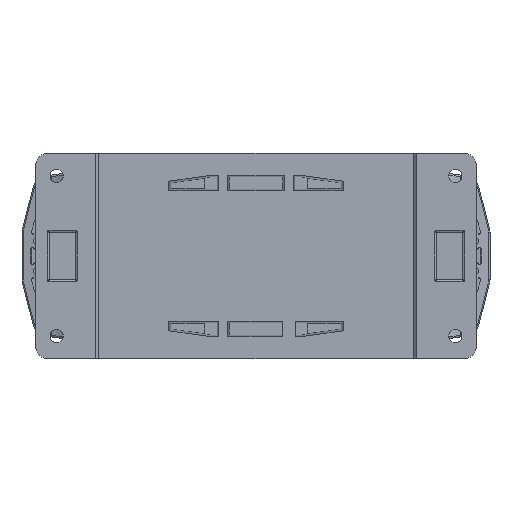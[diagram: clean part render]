
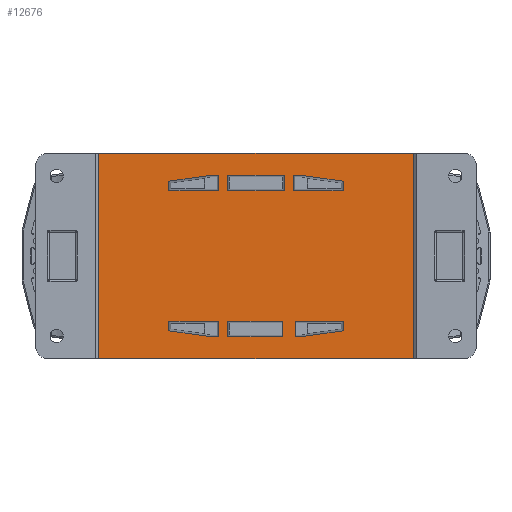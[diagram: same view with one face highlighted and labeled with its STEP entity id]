
A CAD part, front view. The second image highlights one B-rep face of the part: STEP entity #12676.
In plain terms, the highlighted planar face has unit normal (0, -1, 0).
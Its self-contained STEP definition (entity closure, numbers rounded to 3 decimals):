
#10240=FACE_BOUND('',#17542,.T.);
#10241=FACE_BOUND('',#17543,.T.);
#10242=FACE_BOUND('',#17544,.T.);
#10243=FACE_BOUND('',#17545,.T.);
#10244=FACE_BOUND('',#17546,.T.);
#10245=FACE_BOUND('',#17547,.T.);
#10246=FACE_BOUND('',#17548,.T.);
#12676=ADVANCED_FACE('',(#10240,#10241,#10242,#10243,#10244,#10245,#10246),
#13941,.T.);
#13941=PLANE('',#46876);
#17542=EDGE_LOOP('',(#27422,#27423,#27424,#27425));
#17543=EDGE_LOOP('',(#27426,#27427,#27428,#27429,#27430));
#17544=EDGE_LOOP('',(#27431,#27432,#27433,#27434,#27435));
#17545=EDGE_LOOP('',(#27436,#27437,#27438,#27439,#27440));
#17546=EDGE_LOOP('',(#27441,#27442,#27443,#27444));
#17547=EDGE_LOOP('',(#27445,#27446,#27447,#27448));
#17548=EDGE_LOOP('',(#27449,#27450,#27451,#27452,#27453));
#27422=ORIENTED_EDGE('',*,*,#37598,.T.);
#27423=ORIENTED_EDGE('',*,*,#37599,.F.);
#27424=ORIENTED_EDGE('',*,*,#37600,.T.);
#27425=ORIENTED_EDGE('',*,*,#37597,.F.);
#27426=ORIENTED_EDGE('',*,*,#37601,.T.);
#27427=ORIENTED_EDGE('',*,*,#37602,.T.);
#27428=ORIENTED_EDGE('',*,*,#37603,.T.);
#27429=ORIENTED_EDGE('',*,*,#37604,.T.);
#27430=ORIENTED_EDGE('',*,*,#37605,.T.);
#27431=ORIENTED_EDGE('',*,*,#37606,.F.);
#27432=ORIENTED_EDGE('',*,*,#37607,.F.);
#27433=ORIENTED_EDGE('',*,*,#37608,.F.);
#27434=ORIENTED_EDGE('',*,*,#37609,.F.);
#27435=ORIENTED_EDGE('',*,*,#37610,.F.);
#27436=ORIENTED_EDGE('',*,*,#37611,.F.);
#27437=ORIENTED_EDGE('',*,*,#37612,.F.);
#27438=ORIENTED_EDGE('',*,*,#37613,.F.);
#27439=ORIENTED_EDGE('',*,*,#37614,.F.);
#27440=ORIENTED_EDGE('',*,*,#37615,.F.);
#27441=ORIENTED_EDGE('',*,*,#37616,.T.);
#27442=ORIENTED_EDGE('',*,*,#37617,.F.);
#27443=ORIENTED_EDGE('',*,*,#37618,.T.);
#27444=ORIENTED_EDGE('',*,*,#37619,.T.);
#27445=ORIENTED_EDGE('',*,*,#37620,.T.);
#27446=ORIENTED_EDGE('',*,*,#37621,.F.);
#27447=ORIENTED_EDGE('',*,*,#37622,.T.);
#27448=ORIENTED_EDGE('',*,*,#37623,.T.);
#27449=ORIENTED_EDGE('',*,*,#37624,.T.);
#27450=ORIENTED_EDGE('',*,*,#37625,.T.);
#27451=ORIENTED_EDGE('',*,*,#37626,.T.);
#27452=ORIENTED_EDGE('',*,*,#37627,.T.);
#27453=ORIENTED_EDGE('',*,*,#37628,.T.);
#32790=VERTEX_POINT('',#71757);
#32791=VERTEX_POINT('',#71759);
#32792=VERTEX_POINT('',#71763);
#32793=VERTEX_POINT('',#71765);
#32794=VERTEX_POINT('',#71768);
#32795=VERTEX_POINT('',#71769);
#32796=VERTEX_POINT('',#71771);
#32797=VERTEX_POINT('',#71773);
#32798=VERTEX_POINT('',#71775);
#32799=VERTEX_POINT('',#71778);
#32800=VERTEX_POINT('',#71779);
#32801=VERTEX_POINT('',#71781);
#32802=VERTEX_POINT('',#71783);
#32803=VERTEX_POINT('',#71785);
#32804=VERTEX_POINT('',#71788);
#32805=VERTEX_POINT('',#71789);
#32806=VERTEX_POINT('',#71791);
#32807=VERTEX_POINT('',#71793);
#32808=VERTEX_POINT('',#71795);
#32809=VERTEX_POINT('',#71798);
#32810=VERTEX_POINT('',#71799);
#32811=VERTEX_POINT('',#71801);
#32812=VERTEX_POINT('',#71803);
#32813=VERTEX_POINT('',#71806);
#32814=VERTEX_POINT('',#71807);
#32815=VERTEX_POINT('',#71809);
#32816=VERTEX_POINT('',#71811);
#32817=VERTEX_POINT('',#71814);
#32818=VERTEX_POINT('',#71815);
#32819=VERTEX_POINT('',#71817);
#32820=VERTEX_POINT('',#71819);
#32821=VERTEX_POINT('',#71821);
#37597=EDGE_CURVE('',#32791,#32790,#41106,.T.);
#37598=EDGE_CURVE('',#32791,#32792,#41107,.T.);
#37599=EDGE_CURVE('',#32793,#32792,#41108,.T.);
#37600=EDGE_CURVE('',#32793,#32790,#41109,.T.);
#37601=EDGE_CURVE('',#32794,#32795,#41110,.T.);
#37602=EDGE_CURVE('',#32795,#32796,#41111,.T.);
#37603=EDGE_CURVE('',#32796,#32797,#41112,.T.);
#37604=EDGE_CURVE('',#32797,#32798,#41113,.T.);
#37605=EDGE_CURVE('',#32798,#32794,#41114,.T.);
#37606=EDGE_CURVE('',#32799,#32800,#41115,.T.);
#37607=EDGE_CURVE('',#32801,#32799,#41116,.T.);
#37608=EDGE_CURVE('',#32802,#32801,#41117,.T.);
#37609=EDGE_CURVE('',#32803,#32802,#41118,.T.);
#37610=EDGE_CURVE('',#32800,#32803,#41119,.T.);
#37611=EDGE_CURVE('',#32804,#32805,#41120,.T.);
#37612=EDGE_CURVE('',#32806,#32804,#41121,.T.);
#37613=EDGE_CURVE('',#32807,#32806,#41122,.T.);
#37614=EDGE_CURVE('',#32808,#32807,#41123,.T.);
#37615=EDGE_CURVE('',#32805,#32808,#41124,.T.);
#37616=EDGE_CURVE('',#32809,#32810,#41125,.T.);
#37617=EDGE_CURVE('',#32811,#32810,#41126,.T.);
#37618=EDGE_CURVE('',#32811,#32812,#41127,.T.);
#37619=EDGE_CURVE('',#32812,#32809,#41128,.T.);
#37620=EDGE_CURVE('',#32813,#32814,#41129,.T.);
#37621=EDGE_CURVE('',#32815,#32814,#41130,.T.);
#37622=EDGE_CURVE('',#32815,#32816,#41131,.T.);
#37623=EDGE_CURVE('',#32816,#32813,#41132,.T.);
#37624=EDGE_CURVE('',#32817,#32818,#41133,.T.);
#37625=EDGE_CURVE('',#32818,#32819,#41134,.T.);
#37626=EDGE_CURVE('',#32819,#32820,#41135,.T.);
#37627=EDGE_CURVE('',#32820,#32821,#41136,.T.);
#37628=EDGE_CURVE('',#32821,#32817,#41137,.T.);
#41106=LINE('',#71760,#44112);
#41107=LINE('',#71762,#44113);
#41108=LINE('',#71764,#44114);
#41109=LINE('',#71766,#44115);
#41110=LINE('',#71767,#44116);
#41111=LINE('',#71770,#44117);
#41112=LINE('',#71772,#44118);
#41113=LINE('',#71774,#44119);
#41114=LINE('',#71776,#44120);
#41115=LINE('',#71777,#44121);
#41116=LINE('',#71780,#44122);
#41117=LINE('',#71782,#44123);
#41118=LINE('',#71784,#44124);
#41119=LINE('',#71786,#44125);
#41120=LINE('',#71787,#44126);
#41121=LINE('',#71790,#44127);
#41122=LINE('',#71792,#44128);
#41123=LINE('',#71794,#44129);
#41124=LINE('',#71796,#44130);
#41125=LINE('',#71797,#44131);
#41126=LINE('',#71800,#44132);
#41127=LINE('',#71802,#44133);
#41128=LINE('',#71804,#44134);
#41129=LINE('',#71805,#44135);
#41130=LINE('',#71808,#44136);
#41131=LINE('',#71810,#44137);
#41132=LINE('',#71812,#44138);
#41133=LINE('',#71813,#44139);
#41134=LINE('',#71816,#44140);
#41135=LINE('',#71818,#44141);
#41136=LINE('',#71820,#44142);
#41137=LINE('',#71822,#44143);
#44112=VECTOR('',#54136,1.);
#44113=VECTOR('',#54139,1.);
#44114=VECTOR('',#54140,1.);
#44115=VECTOR('',#54141,1.);
#44116=VECTOR('',#54142,1.);
#44117=VECTOR('',#54143,1.);
#44118=VECTOR('',#54144,1.);
#44119=VECTOR('',#54145,1.);
#44120=VECTOR('',#54146,1.);
#44121=VECTOR('',#54147,1.);
#44122=VECTOR('',#54148,1.);
#44123=VECTOR('',#54149,1.);
#44124=VECTOR('',#54150,1.);
#44125=VECTOR('',#54151,1.);
#44126=VECTOR('',#54152,1.);
#44127=VECTOR('',#54153,1.);
#44128=VECTOR('',#54154,1.);
#44129=VECTOR('',#54155,1.);
#44130=VECTOR('',#54156,1.);
#44131=VECTOR('',#54157,1.);
#44132=VECTOR('',#54158,1.);
#44133=VECTOR('',#54159,1.);
#44134=VECTOR('',#54160,1.);
#44135=VECTOR('',#54161,1.);
#44136=VECTOR('',#54162,1.);
#44137=VECTOR('',#54163,1.);
#44138=VECTOR('',#54164,1.);
#44139=VECTOR('',#54165,1.);
#44140=VECTOR('',#54166,1.);
#44141=VECTOR('',#54167,1.);
#44142=VECTOR('',#54168,1.);
#44143=VECTOR('',#54169,1.);
#46876=AXIS2_PLACEMENT_3D('',#71823,#54170,#54171);
#54136=DIRECTION('',(0.,0.,-1.));
#54139=DIRECTION('',(-1.,0.,0.));
#54140=DIRECTION('',(0.,0.,1.));
#54141=DIRECTION('',(1.,0.,0.));
#54142=DIRECTION('',(-1.,0.,0.));
#54143=DIRECTION('',(-0.99,0.,0.139));
#54144=DIRECTION('',(0.,0.,1.));
#54145=DIRECTION('',(1.,0.,0.));
#54146=DIRECTION('',(0.,0.,-1.));
#54147=DIRECTION('',(0.,0.,-1.));
#54148=DIRECTION('',(-1.,0.,0.));
#54149=DIRECTION('',(-0.99,0.,0.139));
#54150=DIRECTION('',(0.,0.,1.));
#54151=DIRECTION('',(1.,0.,0.));
#54152=DIRECTION('',(1.,0.,0.));
#54153=DIRECTION('',(0.,0.,-1.));
#54154=DIRECTION('',(-0.99,0.,-0.139));
#54155=DIRECTION('',(-1.,0.,0.));
#54156=DIRECTION('',(0.,0.,1.));
#54157=DIRECTION('',(0.,0.,1.));
#54158=DIRECTION('',(-1.,0.,0.));
#54159=DIRECTION('',(0.,0.,-1.));
#54160=DIRECTION('',(-1.,0.,0.));
#54161=DIRECTION('',(-1.,0.,0.));
#54162=DIRECTION('',(0.,0.,-1.));
#54163=DIRECTION('',(1.,0.,0.));
#54164=DIRECTION('',(0.,0.,-1.));
#54165=DIRECTION('',(0.,0.,-1.));
#54166=DIRECTION('',(-0.99,0.,-0.139));
#54167=DIRECTION('',(-1.,0.,0.));
#54168=DIRECTION('',(0.,0.,1.));
#54169=DIRECTION('',(1.,0.,0.));
#54170=DIRECTION('',(0.,-1.,0.));
#54171=DIRECTION('',(0.,0.,1.));
#71757=CARTESIAN_POINT('',(52.25,-62.2,-34.));
#71759=CARTESIAN_POINT('',(52.25,-62.2,34.));
#71760=CARTESIAN_POINT('',(52.25,-62.2,34.));
#71762=CARTESIAN_POINT('',(52.25,-62.2,34.));
#71763=CARTESIAN_POINT('',(-51.75,-62.2,34.));
#71764=CARTESIAN_POINT('',(-51.75,-62.2,-34.));
#71765=CARTESIAN_POINT('',(-51.75,-62.2,-34.));
#71766=CARTESIAN_POINT('',(-51.75,-62.2,-34.));
#71767=CARTESIAN_POINT('',(-12.1,-62.2,-26.734));
#71768=CARTESIAN_POINT('',(-12.1,-62.2,-26.734));
#71769=CARTESIAN_POINT('',(-14.528,-62.2,-26.734));
#71770=CARTESIAN_POINT('',(-14.528,-62.2,-26.734));
#71771=CARTESIAN_POINT('',(-28.628,-62.2,-24.755));
#71772=CARTESIAN_POINT('',(-28.628,-62.2,-24.755));
#71773=CARTESIAN_POINT('',(-28.628,-62.2,-21.587));
#71774=CARTESIAN_POINT('',(-28.628,-62.2,-21.587));
#71775=CARTESIAN_POINT('',(-12.1,-62.2,-21.587));
#71776=CARTESIAN_POINT('',(-12.1,-62.2,-21.587));
#71777=CARTESIAN_POINT('',(12.6,-62.2,26.734));
#71778=CARTESIAN_POINT('',(12.6,-62.2,26.734));
#71779=CARTESIAN_POINT('',(12.6,-62.2,21.587));
#71780=CARTESIAN_POINT('',(15.028,-62.2,26.734));
#71781=CARTESIAN_POINT('',(15.028,-62.2,26.734));
#71782=CARTESIAN_POINT('',(29.128,-62.2,24.755));
#71783=CARTESIAN_POINT('',(29.128,-62.2,24.755));
#71784=CARTESIAN_POINT('',(29.128,-62.2,21.587));
#71785=CARTESIAN_POINT('',(29.128,-62.2,21.587));
#71786=CARTESIAN_POINT('',(12.6,-62.2,21.587));
#71787=CARTESIAN_POINT('',(-28.628,-62.2,21.587));
#71788=CARTESIAN_POINT('',(-28.628,-62.2,21.587));
#71789=CARTESIAN_POINT('',(-12.1,-62.2,21.587));
#71790=CARTESIAN_POINT('',(-28.628,-62.2,24.755));
#71791=CARTESIAN_POINT('',(-28.628,-62.2,24.755));
#71792=CARTESIAN_POINT('',(-14.528,-62.2,26.734));
#71793=CARTESIAN_POINT('',(-14.528,-62.2,26.734));
#71794=CARTESIAN_POINT('',(-12.1,-62.2,26.734));
#71795=CARTESIAN_POINT('',(-12.1,-62.2,26.734));
#71796=CARTESIAN_POINT('',(-12.1,-62.2,21.587));
#71797=CARTESIAN_POINT('',(-9.1,-62.2,21.587));
#71798=CARTESIAN_POINT('',(-9.1,-62.2,21.587));
#71799=CARTESIAN_POINT('',(-9.1,-62.2,26.734));
#71800=CARTESIAN_POINT('',(9.6,-62.2,26.734));
#71801=CARTESIAN_POINT('',(9.6,-62.2,26.734));
#71802=CARTESIAN_POINT('',(9.6,-62.2,26.734));
#71803=CARTESIAN_POINT('',(9.6,-62.2,21.587));
#71804=CARTESIAN_POINT('',(9.6,-62.2,21.587));
#71805=CARTESIAN_POINT('',(8.972,-62.2,-26.734));
#71806=CARTESIAN_POINT('',(8.972,-62.2,-26.734));
#71807=CARTESIAN_POINT('',(-9.1,-62.2,-26.734));
#71808=CARTESIAN_POINT('',(-9.1,-62.2,-21.587));
#71809=CARTESIAN_POINT('',(-9.1,-62.2,-21.587));
#71810=CARTESIAN_POINT('',(-9.1,-62.2,-21.587));
#71811=CARTESIAN_POINT('',(8.972,-62.2,-21.587));
#71812=CARTESIAN_POINT('',(8.972,-62.2,-21.587));
#71813=CARTESIAN_POINT('',(29.128,-62.2,-21.587));
#71814=CARTESIAN_POINT('',(29.128,-62.2,-21.587));
#71815=CARTESIAN_POINT('',(29.128,-62.2,-24.755));
#71816=CARTESIAN_POINT('',(29.128,-62.2,-24.755));
#71817=CARTESIAN_POINT('',(15.028,-62.2,-26.734));
#71818=CARTESIAN_POINT('',(15.028,-62.2,-26.734));
#71819=CARTESIAN_POINT('',(13.228,-62.2,-26.734));
#71820=CARTESIAN_POINT('',(13.228,-62.2,-26.734));
#71821=CARTESIAN_POINT('',(13.228,-62.2,-21.587));
#71822=CARTESIAN_POINT('',(13.228,-62.2,-21.587));
#71823=CARTESIAN_POINT('',(-19.378,-62.2,30.805));
